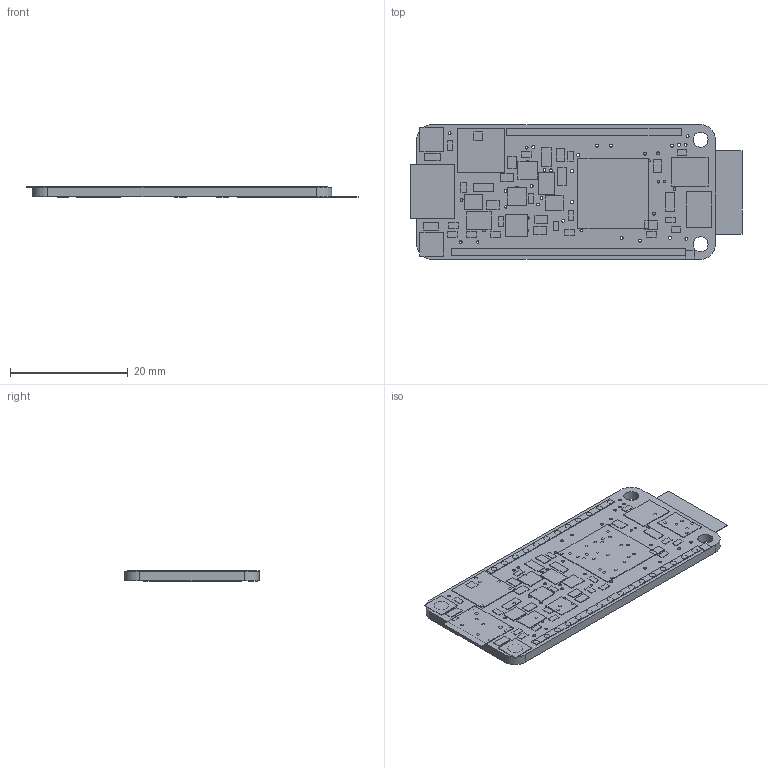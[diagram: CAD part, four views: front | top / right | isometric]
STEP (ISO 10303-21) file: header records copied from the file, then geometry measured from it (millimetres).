
FILE_DESCRIPTION(/* description */ (''),/* implementation_level */ '2;1');
FILE_NAME(/* name */ '542fa6ba-ab1e-4fc6-9de5-543c80eeffad.stp',/* time_stamp */ '2022-01-22T14:33:56+00:00',/* author */ (''),/* organization */ (''),/* preprocessor_version */ 'ST-DEVELOPER v18.1',/* originating_system */ 'Autodesk Translation Framework v10.13.0.1454',/* authorisation */ '');
FILE_SCHEMA (('AUTOMOTIVE_DESIGN { 1 0 10303 214 3 1 1 }'));
Length unit declared in the file: millimetre
Products named in the file (29): 542fa6ba-ab1e-4fc6-9de5-543c80eeffad; PCB Component; Board; 10µF; 1uF; ORANGE; FIDUCIAL_1MM; KMR2; MOUNTINGHOLE2.5; MCP73831T-2ACI/OT; 1X16_ROUND; JSTPH; 1X12_ROUND; 32.768; PCBFEAT-REV-040; WS2812B3535; 25Q16; MBR054; DMG3405; 10K; TPB1,27; STM32F405R; STEMMA_I2C_QT; MICROSD; USB_C_CUSB31-CFM2AX-01-X; 12mhz; 22pF; TESTPOINT_ROUND_1.5MM; 2X05_1.27MM_SMT
Assembly tree (61 placements, depth 3):
  542fa6ba-ab1e-4fc6-9de5-543c80eeffad
    PCB Component
      Board
      10µF  x8
      1uF  x17
      ORANGE  x2
      FIDUCIAL_1MM  x4
      KMR2
      MOUNTINGHOLE2.5  x2
      MCP73831T-2ACI/OT  x2
      1X16_ROUND
      JSTPH
      1X12_ROUND
      32.768
      PCBFEAT-REV-040
      WS2812B3535
      25Q16
      MBR054
      DMG3405
      10K  x2
      TPB1,27  x2
      STM32F405R
      STEMMA_I2C_QT
      MICROSD
      USB_C_CUSB31-CFM2AX-01-X
      12mhz
      22pF
      TESTPOINT_ROUND_1.5MM  x3
      2X05_1.27MM_SMT
Bounding box: 56.44 x 22.86 x 1.77 mm (x, y, z)
Volume: 1817.6 mm3; surface area: 4902.7 mm2
Topology: 58 solids, 58 shells, 485 faces, 1107 edges, 738 vertices
Faces by surface type: plane 356, cylinder 129
Full cylindrical faces by diameter (mm): 0.394 x5, 0.4 x2, 0.5 x76, 0.65 x2, 1 x28, 2.5 x2, 2.54 x2
Entity records: 10574 total; most frequent: DIRECTION 1747, CARTESIAN_POINT 1588, ORIENTED_EDGE 1446, EDGE_CURVE 723, AXIS2_PLACEMENT_3D 641, EDGE_LOOP 535, VERTEX_POINT 482, LINE 465
